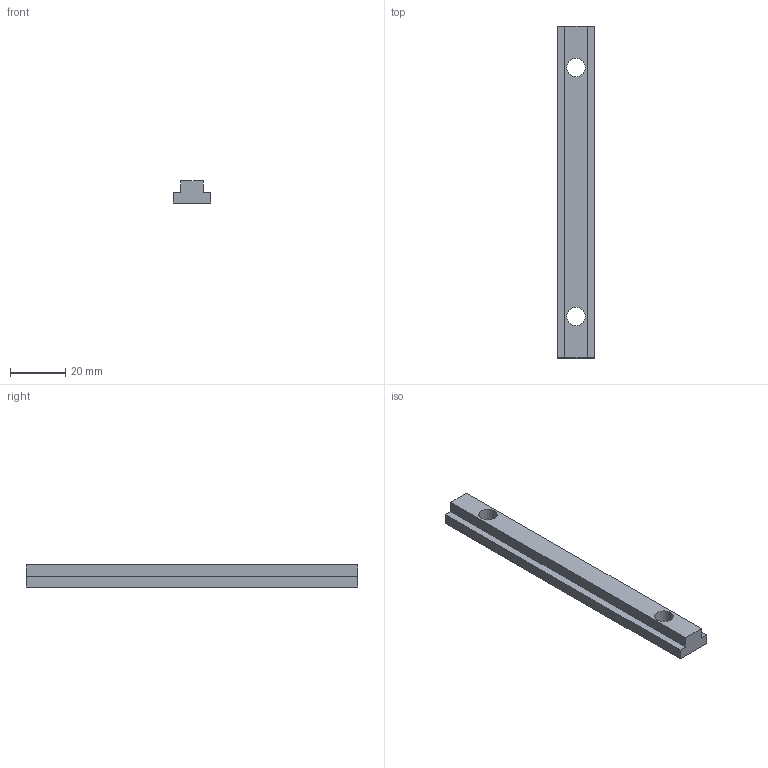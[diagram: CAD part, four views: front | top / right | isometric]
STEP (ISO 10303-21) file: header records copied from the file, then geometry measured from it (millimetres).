
FILE_DESCRIPTION(/* description */ ('GIUNZ. LINEARE X PROF. SERIE 45 L=120MM'),/* implementation_level */ '2;1');
FILE_NAME(/* name */ 'CGIPR0000077.stp',/* time_stamp */ '2018-08-30T16:54:58+02:00',/* author */ ('fzagni'),/* organization */ (''),/* preprocessor_version */ 'ST-DEVELOPER v16.1',/* originating_system */ 'Autodesk Inventor 2016',/* authorisation */ '');
FILE_SCHEMA (('AUTOMOTIVE_DESIGN { 1 0 10303 214 3 1 1 }'));
Length unit declared in the file: millimetre
Products named in the file (1): 14.321.00
Bounding box: 13.5 x 120 x 8 mm (x, y, z)
Volume: 9748 mm3; surface area: 5527 mm2
Topology: 1 solids, 1 shells, 12 faces, 32 edges, 22 vertices
Faces by surface type: plane 10, cylinder 2
Full cylindrical faces by diameter (mm): 6.647 x2
Entity records: 380 total; most frequent: CARTESIAN_POINT 61, DIRECTION 58, ORIENTED_EDGE 56, EDGE_CURVE 28, LINE 24, VECTOR 24, VERTEX_POINT 20, EDGE_LOOP 18
